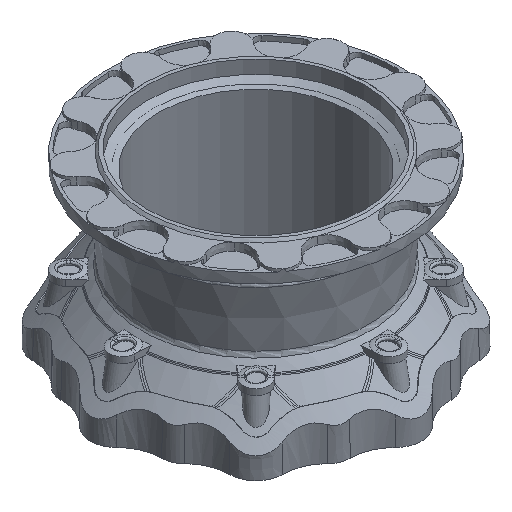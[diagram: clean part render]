
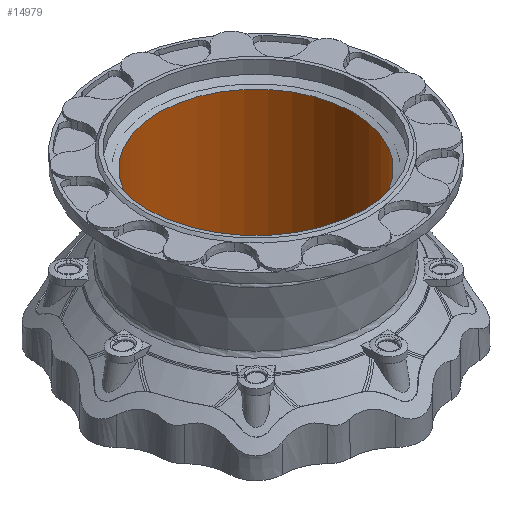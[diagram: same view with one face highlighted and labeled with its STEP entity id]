
A CAD part, isometric view. The second image highlights one B-rep face of the part: STEP entity #14979.
In plain terms, the highlighted cylindrical face has radius 160 mm (diameter 320 mm), a full revolution.
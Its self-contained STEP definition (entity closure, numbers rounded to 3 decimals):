
#765 = EDGE_LOOP ( 'NONE', ( #3502 ) ) ;
#767 = EDGE_LOOP ( 'NONE', ( #3503 ) ) ;
#1764 = AXIS2_PLACEMENT_3D ( 'NONE', #6890, #6891, #6889 ) ;
#1843 = AXIS2_PLACEMENT_3D ( 'NONE', #26783, #26784, #26785 ) ;
#1844 = AXIS2_PLACEMENT_3D ( 'NONE', #26786, #26787, #26788 ) ;
#3502 = ORIENTED_EDGE ( 'NONE', *, *, #15171, .T. ) ;
#3503 = ORIENTED_EDGE ( 'NONE', *, *, #15170, .F. ) ;
#4242 = FACE_OUTER_BOUND ( 'NONE', #765, .T. ) ;
#4245 = FACE_OUTER_BOUND ( 'NONE', #767, .T. ) ;
#4268 = CYLINDRICAL_SURFACE ( 'NONE', #1764, 160. ) ;
#4631 = CIRCLE ( 'NONE', #1843, 160. ) ;
#4633 = CIRCLE ( 'NONE', #1844, 160. ) ;
#6889 = DIRECTION ( 'NONE',  ( 1., 0., 0. ) ) ;
#6890 = CARTESIAN_POINT ( 'NONE',  ( 0., 0., 0. ) ) ;
#6891 = DIRECTION ( 'NONE',  ( 0., 0., 1. ) ) ;
#14979 = ADVANCED_FACE ( 'NONE', ( #4242, #4245 ), #4268, .F. ) ;
#15170 = EDGE_CURVE ( 'NONE', #31590, #31590, #4631, .T. ) ;
#15171 = EDGE_CURVE ( 'NONE', #31589, #31589, #4633, .T. ) ;
#26783 = CARTESIAN_POINT ( 'NONE',  ( 0., 0., -180.43 ) ) ;
#26784 = DIRECTION ( 'NONE',  ( 0., 0., 1. ) ) ;
#26785 = DIRECTION ( 'NONE',  ( 1., 0., 0. ) ) ;
#26786 = CARTESIAN_POINT ( 'NONE',  ( 0., 0., 33.055 ) ) ;
#26787 = DIRECTION ( 'NONE',  ( 0., 0., 1. ) ) ;
#26788 = DIRECTION ( 'NONE',  ( 1., 0., 0. ) ) ;
#31529 = CARTESIAN_POINT ( 'NONE',  ( 160., 0., 33.055 ) ) ;
#31531 = CARTESIAN_POINT ( 'NONE',  ( 160., 0., -180.43 ) ) ;
#31589 = VERTEX_POINT ( 'NONE', #31529 ) ;
#31590 = VERTEX_POINT ( 'NONE', #31531 ) ;
